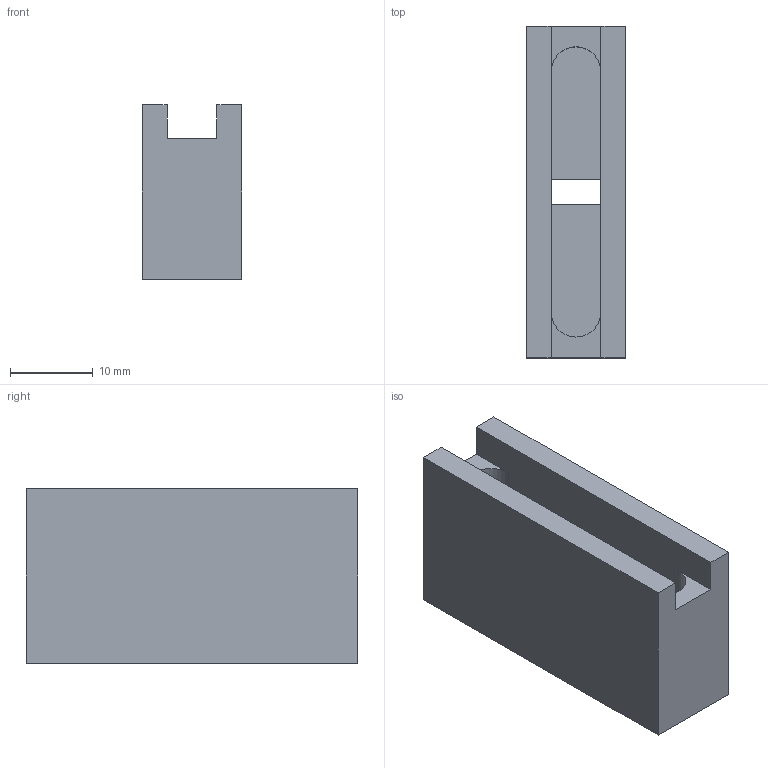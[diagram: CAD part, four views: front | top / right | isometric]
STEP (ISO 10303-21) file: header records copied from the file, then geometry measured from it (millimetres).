
FILE_DESCRIPTION (( 'STEP AP203' ), '1' );
FILE_NAME ('partie centrale axe avant bras_Défaut_sldprt.STEP', '2017-12-12T20:33:51', ( '' ), ( '' ), 'SwSTEP 2.0', 'SolidWorks 2016', '' );
FILE_SCHEMA (( 'CONFIG_CONTROL_DESIGN' ));
Length unit declared in the file: millimetre
Products named in the file (1): partie centrale axe avant bras_Défaut_sldprt
Bounding box: 12 x 40 x 21 mm (x, y, z)
Volume: 6602.7 mm3; surface area: 4392.2 mm2
Topology: 1 solids, 1 shells, 17 faces, 48 edges, 32 vertices
Faces by surface type: plane 15, cylinder 2
Entity records: 627 total; most frequent: CARTESIAN_POINT 98, ORIENTED_EDGE 96, DIRECTION 88, EDGE_CURVE 48, VECTOR 44, LINE 44, VERTEX_POINT 32, AXIS2_PLACEMENT_3D 22
